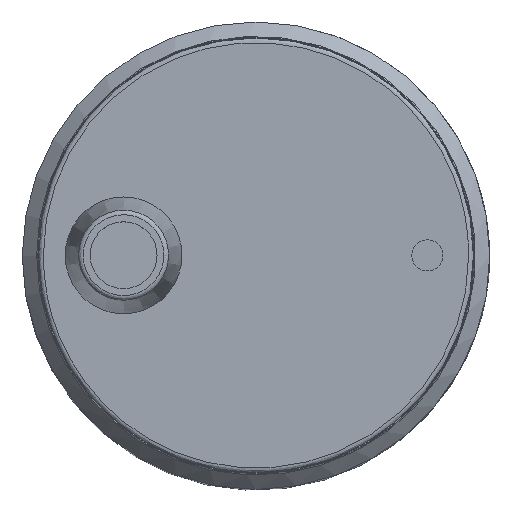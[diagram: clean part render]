
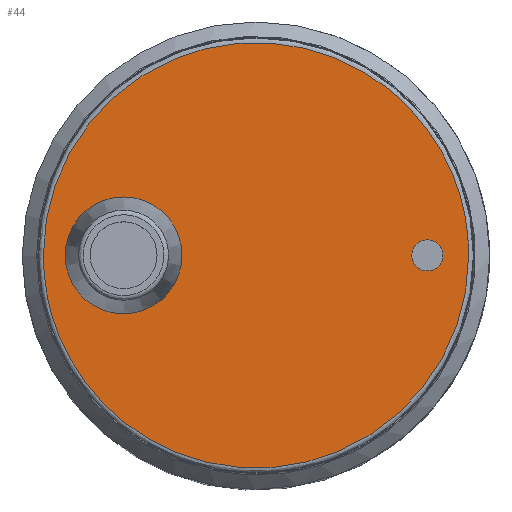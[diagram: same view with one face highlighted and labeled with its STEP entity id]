
A CAD part, top view. The second image highlights one B-rep face of the part: STEP entity #44.
In plain terms, the highlighted planar face has unit normal (0, 0, 1).
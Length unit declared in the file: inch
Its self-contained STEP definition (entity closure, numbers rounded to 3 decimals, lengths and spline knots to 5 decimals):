
#34 = FACE_BOUND ( 'NONE', #447, .T. ) ;
#44 = ADVANCED_FACE ( 'NONE', ( #160, #34, #277 ), #442, .T. ) ;
#47 = CARTESIAN_POINT ( 'NONE',  ( 0.5374, 0., 1.67307 ) ) ;
#51 = CARTESIAN_POINT ( 'NONE',  ( -0.5374, 1.0748, 1.67307 ) ) ;
#53 = ORIENTED_EDGE ( 'NONE', *, *, #362, .T. ) ;
#74 = AXIS2_PLACEMENT_3D ( 'NONE', #323, #159, #164 ) ;
#84 = DIRECTION ( 'NONE',  ( 0., 0., 1. ) ) ;
#91 = CARTESIAN_POINT ( 'NONE',  ( -0.5374, 0., 1.67307 ) ) ;
#94 = CARTESIAN_POINT ( 'NONE',  ( -0.5374, 0., 1.67307 ) ) ;
#105 =( BOUNDED_CURVE ( )  B_SPLINE_CURVE ( 3, ( #94, #51, #364, #366 ),
 .UNSPECIFIED., .F., .T. ) 
 B_SPLINE_CURVE_WITH_KNOTS ( ( 4, 4 ),
 ( 0., 1. ),
 .UNSPECIFIED. ) 
 CURVE ( )  GEOMETRIC_REPRESENTATION_ITEM ( )  RATIONAL_B_SPLINE_CURVE ( ( 1., 0.333, 0.333, 1. ) ) 
 REPRESENTATION_ITEM ( '' )  );
#127 = DIRECTION ( 'NONE',  ( 1., 0., 0. ) ) ;
#155 = DIRECTION ( 'NONE',  ( 0., 1., 0. ) ) ;
#159 = DIRECTION ( 'NONE',  ( 0., 0., -1. ) ) ;
#160 = FACE_BOUND ( 'NONE', #212, .T. ) ;
#162 = DIRECTION ( 'NONE',  ( 0., 0., -1. ) ) ;
#164 = DIRECTION ( 'NONE',  ( -1., 0., 0. ) ) ;
#212 = EDGE_LOOP ( 'NONE', ( #53 ) ) ;
#217 = EDGE_CURVE ( 'NONE', #426, #309, #105, .T. ) ;
#236 = CARTESIAN_POINT ( 'NONE',  ( 0.5374, -1.0748, 1.67307 ) ) ;
#249 =( BOUNDED_CURVE ( )  B_SPLINE_CURVE ( 3, ( #393, #236, #283, #91 ),
 .UNSPECIFIED., .F., .F. ) 
 B_SPLINE_CURVE_WITH_KNOTS ( ( 4, 4 ),
 ( 0., 1. ),
 .UNSPECIFIED. ) 
 CURVE ( )  GEOMETRIC_REPRESENTATION_ITEM ( )  RATIONAL_B_SPLINE_CURVE ( ( 1., 0.333, 0.333, 1. ) ) 
 REPRESENTATION_ITEM ( '' )  );
#250 = ORIENTED_EDGE ( 'NONE', *, *, #290, .F. ) ;
#253 = ORIENTED_EDGE ( 'NONE', *, *, #217, .F. ) ;
#269 = VERTEX_POINT ( 'NONE', #499 ) ;
#277 = FACE_OUTER_BOUND ( 'NONE', #464, .T. ) ;
#283 = CARTESIAN_POINT ( 'NONE',  ( -0.5374, -1.0748, 1.67307 ) ) ;
#290 = EDGE_CURVE ( 'NONE', #309, #426, #249, .T. ) ;
#297 = ORIENTED_EDGE ( 'NONE', *, *, #338, .T. ) ;
#309 = VERTEX_POINT ( 'NONE', #47 ) ;
#323 = CARTESIAN_POINT ( 'NONE',  ( 0.43307, 0., 1.67307 ) ) ;
#338 = EDGE_CURVE ( 'NONE', #470, #470, #376, .T. ) ;
#356 = CARTESIAN_POINT ( 'NONE',  ( 0., -0.59794, 1.67307 ) ) ;
#362 = EDGE_CURVE ( 'NONE', #269, #269, #453, .T. ) ;
#364 = CARTESIAN_POINT ( 'NONE',  ( 0.5374, 1.0748, 1.67307 ) ) ;
#366 = CARTESIAN_POINT ( 'NONE',  ( 0.5374, 0., 1.67307 ) ) ;
#376 = CIRCLE ( 'NONE', #436, 0.14764 ) ;
#393 = CARTESIAN_POINT ( 'NONE',  ( 0.5374, 0., 1.67307 ) ) ;
#398 = CARTESIAN_POINT ( 'NONE',  ( -0.33465, 0., 1.67307 ) ) ;
#426 = VERTEX_POINT ( 'NONE', #434 ) ;
#434 = CARTESIAN_POINT ( 'NONE',  ( -0.5374, 0., 1.67307 ) ) ;
#436 = AXIS2_PLACEMENT_3D ( 'NONE', #398, #162, #155 ) ;
#442 = PLANE ( 'NONE',  #484 ) ;
#447 = EDGE_LOOP ( 'NONE', ( #297 ) ) ;
#453 = CIRCLE ( 'NONE', #74, 0.03937 ) ;
#460 = CARTESIAN_POINT ( 'NONE',  ( -0.33465, 0.14764, 1.67307 ) ) ;
#464 = EDGE_LOOP ( 'NONE', ( #250, #253 ) ) ;
#470 = VERTEX_POINT ( 'NONE', #460 ) ;
#484 = AXIS2_PLACEMENT_3D ( 'NONE', #356, #84, #127 ) ;
#499 = CARTESIAN_POINT ( 'NONE',  ( 0.3937, 0., 1.67307 ) ) ;
